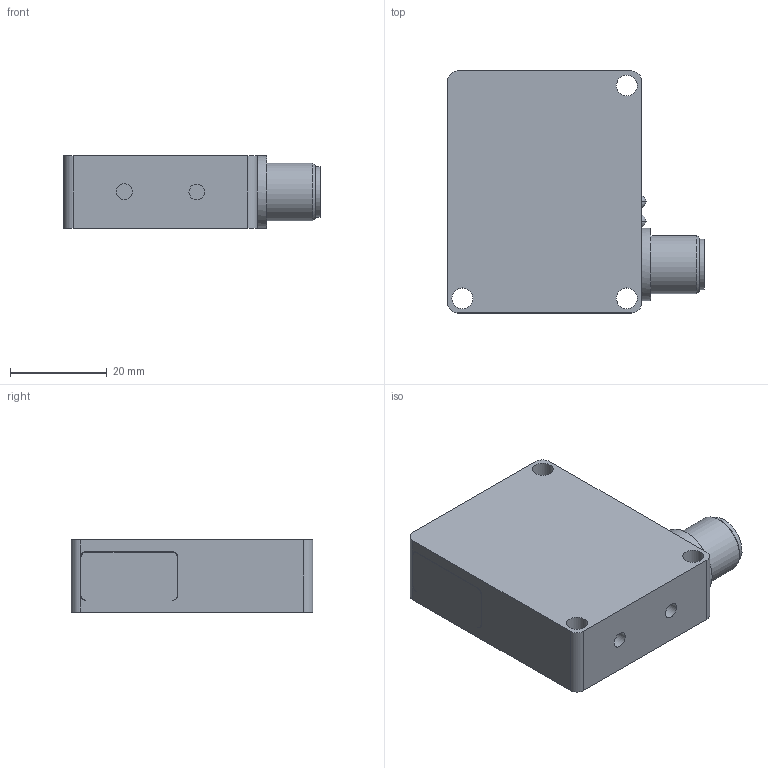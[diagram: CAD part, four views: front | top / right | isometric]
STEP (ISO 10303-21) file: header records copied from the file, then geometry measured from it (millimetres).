
FILE_DESCRIPTION(/* description */ ('DISO X xxx'),/* implementation_level */ '2;1');
FILE_NAME(/* name */ 'LHT_51_M_200_G3-B4.stp',/* time_stamp */ '2015-07-22T07:19:00+02:00',/* author */ ('lck'),/* organization */ (''),/* preprocessor_version */ 'ST-DEVELOPER v15.6',/* originating_system */ 'Autodesk Inventor 2015',/* authorisation */ '');
FILE_SCHEMA (('AUTOMOTIVE_DESIGN { 1 0 10303 214 3 1 1 }'));
Length unit declared in the file: millimetre
Products named in the file (1): Bauteil4
Bounding box: 53 x 50 x 15 mm (x, y, z)
Volume: 30002.9 mm3; surface area: 9284.5 mm2
Topology: 5 solids, 8 shells, 139 faces, 292 edges, 190 vertices
Faces by surface type: plane 72, cylinder 57, cone 5, bspline 4, torus 1
Full cylindrical faces by diameter (mm): 0.7 x4, 1.7 x4, 1.8 x4, 3 x2, 3.25 x2, 4.3 x3, 6.7 x1, 7.6 x1, 7.85 x1, 8 x1, 8.5 x1, 8.8 x1, 9.45 x1, 9.5 x1, 9.9 x1, 10 x1, 10.5 x1, 12 x1, 15 x1
Entity records: 3831 total; most frequent: CARTESIAN_POINT 674, DIRECTION 649, ORIENTED_EDGE 490, AXIS2_PLACEMENT_3D 268, EDGE_CURVE 245, EDGE_LOOP 216, VERTEX_POINT 185, FACE_OUTER_BOUND 139
